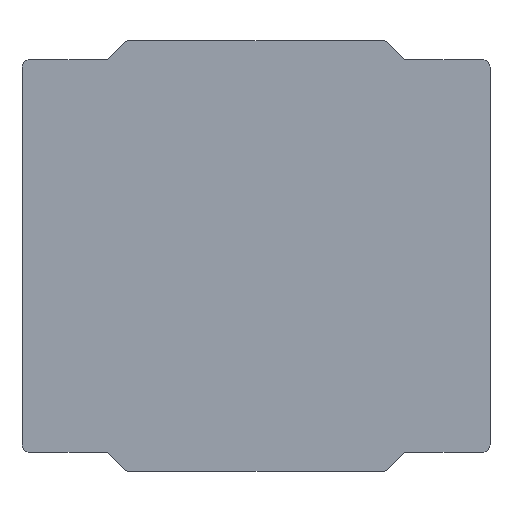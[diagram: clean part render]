
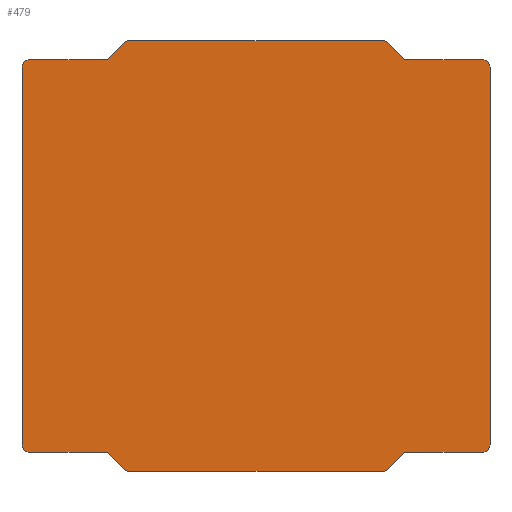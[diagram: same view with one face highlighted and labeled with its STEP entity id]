
A CAD part, top view. The second image highlights one B-rep face of the part: STEP entity #479.
In plain terms, the highlighted planar face has unit normal (0, 0, 1).
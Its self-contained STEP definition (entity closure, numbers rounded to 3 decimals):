
#16=PLANE('',#521);
#31=FACE_OUTER_BOUND('',#57,.T.);
#57=EDGE_LOOP('',(#329,#330,#331,#332,#333,#334,#335,#336,#337,#338,#339,
#340,#341,#342,#343,#344,#345,#346,#347,#348,#349,#350,#351,#352));
#83=LINE('',#729,#131);
#86=LINE('',#735,#134);
#87=LINE('',#739,#135);
#88=LINE('',#743,#136);
#89=LINE('',#747,#137);
#90=LINE('',#751,#138);
#91=LINE('',#755,#139);
#92=LINE('',#759,#140);
#93=LINE('',#763,#141);
#94=LINE('',#767,#142);
#95=LINE('',#771,#143);
#96=LINE('',#775,#144);
#131=VECTOR('',#579,10.);
#134=VECTOR('',#584,10.);
#135=VECTOR('',#587,10.);
#136=VECTOR('',#590,10.);
#137=VECTOR('',#593,10.);
#138=VECTOR('',#596,10.);
#139=VECTOR('',#599,10.);
#140=VECTOR('',#602,10.);
#141=VECTOR('',#605,10.);
#142=VECTOR('',#608,10.);
#143=VECTOR('',#611,10.);
#144=VECTOR('',#614,10.);
#177=CIRCLE('',#518,2.);
#179=CIRCLE('',#522,1.);
#180=CIRCLE('',#523,2.);
#181=CIRCLE('',#524,2.);
#182=CIRCLE('',#525,1.);
#183=CIRCLE('',#526,2.);
#184=CIRCLE('',#527,2.);
#185=CIRCLE('',#528,1.);
#186=CIRCLE('',#529,2.);
#187=CIRCLE('',#530,2.);
#188=CIRCLE('',#531,1.);
#189=CIRCLE('',#532,2.);
#201=VERTEX_POINT('',#719);
#202=VERTEX_POINT('',#720);
#205=VERTEX_POINT('',#728);
#207=VERTEX_POINT('',#734);
#208=VERTEX_POINT('',#736);
#209=VERTEX_POINT('',#738);
#210=VERTEX_POINT('',#740);
#211=VERTEX_POINT('',#742);
#212=VERTEX_POINT('',#744);
#213=VERTEX_POINT('',#746);
#214=VERTEX_POINT('',#748);
#215=VERTEX_POINT('',#750);
#216=VERTEX_POINT('',#752);
#217=VERTEX_POINT('',#754);
#218=VERTEX_POINT('',#756);
#219=VERTEX_POINT('',#758);
#220=VERTEX_POINT('',#760);
#221=VERTEX_POINT('',#762);
#222=VERTEX_POINT('',#764);
#223=VERTEX_POINT('',#766);
#224=VERTEX_POINT('',#768);
#225=VERTEX_POINT('',#770);
#226=VERTEX_POINT('',#772);
#227=VERTEX_POINT('',#774);
#249=EDGE_CURVE('',#201,#202,#177,.T.);
#253=EDGE_CURVE('',#205,#202,#83,.T.);
#256=EDGE_CURVE('',#201,#207,#86,.T.);
#257=EDGE_CURVE('',#208,#207,#179,.T.);
#258=EDGE_CURVE('',#208,#209,#87,.T.);
#259=EDGE_CURVE('',#210,#209,#180,.T.);
#260=EDGE_CURVE('',#210,#211,#88,.T.);
#261=EDGE_CURVE('',#212,#211,#181,.T.);
#262=EDGE_CURVE('',#212,#213,#89,.T.);
#263=EDGE_CURVE('',#214,#213,#182,.T.);
#264=EDGE_CURVE('',#214,#215,#90,.T.);
#265=EDGE_CURVE('',#216,#215,#183,.T.);
#266=EDGE_CURVE('',#216,#217,#91,.T.);
#267=EDGE_CURVE('',#218,#217,#184,.T.);
#268=EDGE_CURVE('',#218,#219,#92,.T.);
#269=EDGE_CURVE('',#220,#219,#185,.T.);
#270=EDGE_CURVE('',#220,#221,#93,.T.);
#271=EDGE_CURVE('',#222,#221,#186,.T.);
#272=EDGE_CURVE('',#222,#223,#94,.T.);
#273=EDGE_CURVE('',#224,#223,#187,.T.);
#274=EDGE_CURVE('',#224,#225,#95,.T.);
#275=EDGE_CURVE('',#226,#225,#188,.T.);
#276=EDGE_CURVE('',#226,#227,#96,.T.);
#277=EDGE_CURVE('',#205,#227,#189,.T.);
#329=ORIENTED_EDGE('',*,*,#249,.F.);
#330=ORIENTED_EDGE('',*,*,#256,.T.);
#331=ORIENTED_EDGE('',*,*,#257,.F.);
#332=ORIENTED_EDGE('',*,*,#258,.T.);
#333=ORIENTED_EDGE('',*,*,#259,.F.);
#334=ORIENTED_EDGE('',*,*,#260,.T.);
#335=ORIENTED_EDGE('',*,*,#261,.F.);
#336=ORIENTED_EDGE('',*,*,#262,.T.);
#337=ORIENTED_EDGE('',*,*,#263,.F.);
#338=ORIENTED_EDGE('',*,*,#264,.T.);
#339=ORIENTED_EDGE('',*,*,#265,.F.);
#340=ORIENTED_EDGE('',*,*,#266,.T.);
#341=ORIENTED_EDGE('',*,*,#267,.F.);
#342=ORIENTED_EDGE('',*,*,#268,.T.);
#343=ORIENTED_EDGE('',*,*,#269,.F.);
#344=ORIENTED_EDGE('',*,*,#270,.T.);
#345=ORIENTED_EDGE('',*,*,#271,.F.);
#346=ORIENTED_EDGE('',*,*,#272,.T.);
#347=ORIENTED_EDGE('',*,*,#273,.F.);
#348=ORIENTED_EDGE('',*,*,#274,.T.);
#349=ORIENTED_EDGE('',*,*,#275,.F.);
#350=ORIENTED_EDGE('',*,*,#276,.T.);
#351=ORIENTED_EDGE('',*,*,#277,.F.);
#352=ORIENTED_EDGE('',*,*,#253,.T.);
#479=ADVANCED_FACE('',(#31),#16,.T.);
#518=AXIS2_PLACEMENT_3D('',#721,#571,#572);
#521=AXIS2_PLACEMENT_3D('',#733,#582,#583);
#522=AXIS2_PLACEMENT_3D('',#737,#585,#586);
#523=AXIS2_PLACEMENT_3D('',#741,#588,#589);
#524=AXIS2_PLACEMENT_3D('',#745,#591,#592);
#525=AXIS2_PLACEMENT_3D('',#749,#594,#595);
#526=AXIS2_PLACEMENT_3D('',#753,#597,#598);
#527=AXIS2_PLACEMENT_3D('',#757,#600,#601);
#528=AXIS2_PLACEMENT_3D('',#761,#603,#604);
#529=AXIS2_PLACEMENT_3D('',#765,#606,#607);
#530=AXIS2_PLACEMENT_3D('',#769,#609,#610);
#531=AXIS2_PLACEMENT_3D('',#773,#612,#613);
#532=AXIS2_PLACEMENT_3D('',#776,#615,#616);
#571=DIRECTION('center_axis',(0.,0.,-1.));
#572=DIRECTION('ref_axis',(0.707,0.707,0.));
#579=DIRECTION('',(0.,1.,0.));
#582=DIRECTION('center_axis',(0.,0.,1.));
#583=DIRECTION('ref_axis',(1.,0.,0.));
#584=DIRECTION('',(-1.,0.,0.));
#585=DIRECTION('center_axis',(0.,0.,1.));
#586=DIRECTION('ref_axis',(-0.383,-0.924,0.));
#587=DIRECTION('',(-0.707,0.707,0.));
#588=DIRECTION('center_axis',(0.,0.,-1.));
#589=DIRECTION('ref_axis',(0.383,0.924,0.));
#590=DIRECTION('',(-1.,0.,0.));
#591=DIRECTION('center_axis',(0.,0.,-1.));
#592=DIRECTION('ref_axis',(-0.383,0.924,0.));
#593=DIRECTION('',(-0.707,-0.707,0.));
#594=DIRECTION('center_axis',(0.,0.,1.));
#595=DIRECTION('ref_axis',(0.383,-0.924,0.));
#596=DIRECTION('',(-1.,0.,0.));
#597=DIRECTION('center_axis',(0.,0.,-1.));
#598=DIRECTION('ref_axis',(-0.707,0.707,0.));
#599=DIRECTION('',(0.,-1.,0.));
#600=DIRECTION('center_axis',(0.,0.,-1.));
#601=DIRECTION('ref_axis',(-0.707,-0.707,0.));
#602=DIRECTION('',(1.,0.,0.));
#603=DIRECTION('center_axis',(0.,0.,1.));
#604=DIRECTION('ref_axis',(0.383,0.924,0.));
#605=DIRECTION('',(0.707,-0.707,0.));
#606=DIRECTION('center_axis',(0.,0.,-1.));
#607=DIRECTION('ref_axis',(-0.383,-0.924,0.));
#608=DIRECTION('',(1.,0.,0.));
#609=DIRECTION('center_axis',(0.,0.,-1.));
#610=DIRECTION('ref_axis',(0.383,-0.924,0.));
#611=DIRECTION('',(0.707,0.707,0.));
#612=DIRECTION('center_axis',(0.,0.,1.));
#613=DIRECTION('ref_axis',(-0.383,0.924,0.));
#614=DIRECTION('',(1.,0.,0.));
#615=DIRECTION('center_axis',(0.,0.,-1.));
#616=DIRECTION('ref_axis',(0.707,-0.707,0.));
#719=CARTESIAN_POINT('',(60.,52.,0.35));
#720=CARTESIAN_POINT('',(62.,50.,0.35));
#721=CARTESIAN_POINT('Origin',(60.,50.,0.35));
#728=CARTESIAN_POINT('',(62.,-50.,0.35));
#729=CARTESIAN_POINT('',(62.,52.,0.35));
#733=CARTESIAN_POINT('Origin',(0.,0.,
0.35));
#734=CARTESIAN_POINT('',(39.893,52.,0.35));
#735=CARTESIAN_POINT('',(-62.,52.,0.35));
#736=CARTESIAN_POINT('',(39.186,52.293,0.35));
#737=CARTESIAN_POINT('Origin',(39.893,53.,0.35));
#738=CARTESIAN_POINT('',(35.064,56.414,0.35));
#739=CARTESIAN_POINT('',(39.479,52.,0.35));
#740=CARTESIAN_POINT('',(33.65,57.,0.35));
#741=CARTESIAN_POINT('Origin',(33.65,55.,0.35));
#742=CARTESIAN_POINT('',(-33.65,57.,0.35));
#743=CARTESIAN_POINT('',(34.479,57.,0.35));
#744=CARTESIAN_POINT('',(-35.064,56.414,0.35));
#745=CARTESIAN_POINT('Origin',(-33.65,55.,0.35));
#746=CARTESIAN_POINT('',(-39.186,52.293,0.35));
#747=CARTESIAN_POINT('',(-39.479,52.,0.35));
#748=CARTESIAN_POINT('',(-39.893,52.,0.35));
#749=CARTESIAN_POINT('Origin',(-39.893,53.,0.35));
#750=CARTESIAN_POINT('',(-60.,52.,0.35));
#751=CARTESIAN_POINT('',(-62.,52.,0.35));
#752=CARTESIAN_POINT('',(-62.,50.,0.35));
#753=CARTESIAN_POINT('Origin',(-60.,50.,0.35));
#754=CARTESIAN_POINT('',(-62.,-50.,0.35));
#755=CARTESIAN_POINT('',(-62.,-52.,0.35));
#756=CARTESIAN_POINT('',(-60.,-52.,0.35));
#757=CARTESIAN_POINT('Origin',(-60.,-50.,0.35));
#758=CARTESIAN_POINT('',(-39.893,-52.,0.35));
#759=CARTESIAN_POINT('',(62.,-52.,0.35));
#760=CARTESIAN_POINT('',(-39.186,-52.293,0.35));
#761=CARTESIAN_POINT('Origin',(-39.893,-53.,0.35));
#762=CARTESIAN_POINT('',(-35.064,-56.414,0.35));
#763=CARTESIAN_POINT('',(-39.479,-52.,0.35));
#764=CARTESIAN_POINT('',(-33.65,-57.,0.35));
#765=CARTESIAN_POINT('Origin',(-33.65,-55.,0.35));
#766=CARTESIAN_POINT('',(33.65,-57.,0.35));
#767=CARTESIAN_POINT('',(-34.479,-57.,0.35));
#768=CARTESIAN_POINT('',(35.064,-56.414,0.35));
#769=CARTESIAN_POINT('Origin',(33.65,-55.,0.35));
#770=CARTESIAN_POINT('',(39.186,-52.293,0.35));
#771=CARTESIAN_POINT('',(39.479,-52.,0.35));
#772=CARTESIAN_POINT('',(39.893,-52.,0.35));
#773=CARTESIAN_POINT('Origin',(39.893,-53.,0.35));
#774=CARTESIAN_POINT('',(60.,-52.,0.35));
#775=CARTESIAN_POINT('',(62.,-52.,0.35));
#776=CARTESIAN_POINT('Origin',(60.,-50.,0.35));
